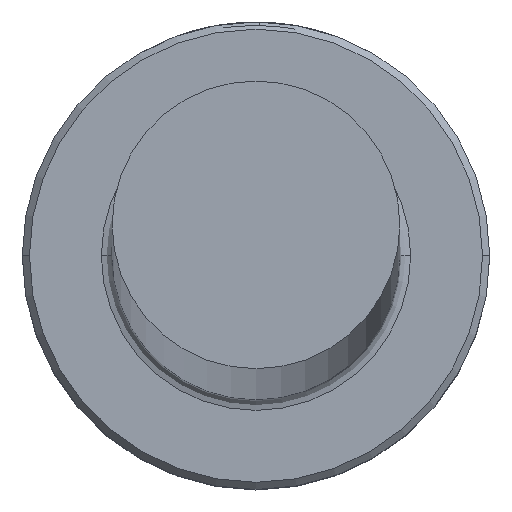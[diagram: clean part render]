
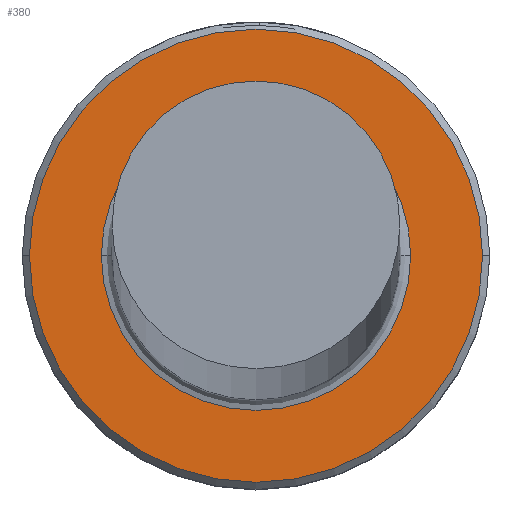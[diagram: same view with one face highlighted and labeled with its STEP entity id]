
A CAD part, top view. The second image highlights one B-rep face of the part: STEP entity #380.
In plain terms, the highlighted planar face has unit normal (0, 0, 1).
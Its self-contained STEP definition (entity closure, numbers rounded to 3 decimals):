
#16 = CIRCLE ( 'NONE', #509, 6.3 ) ;
#31 = CIRCLE ( 'NONE', #226, 4.3 ) ;
#32 = DIRECTION ( 'NONE',  ( 0., 0., -1. ) ) ;
#90 = VERTEX_POINT ( 'NONE', #874 ) ;
#136 = AXIS2_PLACEMENT_3D ( 'NONE', #595, #32, #685 ) ;
#139 = ORIENTED_EDGE ( 'NONE', *, *, #163, .T. ) ;
#163 = EDGE_CURVE ( 'NONE', #435, #215, #16, .T. ) ;
#201 = AXIS2_PLACEMENT_3D ( 'NONE', #328, #985, #422 ) ;
#215 = VERTEX_POINT ( 'NONE', #1193 ) ;
#226 = AXIS2_PLACEMENT_3D ( 'NONE', #382, #1029, #480 ) ;
#275 = CARTESIAN_POINT ( 'NONE',  ( 0., 0., 8. ) ) ;
#306 = DIRECTION ( 'NONE',  ( 1., 0., 0. ) ) ;
#328 = CARTESIAN_POINT ( 'NONE',  ( 0., 0., 8. ) ) ;
#360 = AXIS2_PLACEMENT_3D ( 'NONE', #772, #868, #306 ) ;
#366 = DIRECTION ( 'NONE',  ( 1., 0., 0. ) ) ;
#380 = ADVANCED_FACE ( 'NONE', ( #1153, #899 ), #391, .T. ) ;
#382 = CARTESIAN_POINT ( 'NONE',  ( 0., 0., 8. ) ) ;
#391 = PLANE ( 'NONE',  #360 ) ;
#404 = EDGE_LOOP ( 'NONE', ( #1142, #843 ) ) ;
#422 = DIRECTION ( 'NONE',  ( 1., 0., 0. ) ) ;
#435 = VERTEX_POINT ( 'NONE', #684 ) ;
#438 = CIRCLE ( 'NONE', #201, 6.3 ) ;
#480 = DIRECTION ( 'NONE',  ( -1., 0., 0. ) ) ;
#509 = AXIS2_PLACEMENT_3D ( 'NONE', #275, #933, #366 ) ;
#591 = EDGE_CURVE ( 'NONE', #1003, #90, #31, .T. ) ;
#595 = CARTESIAN_POINT ( 'NONE',  ( 0., 0., 8. ) ) ;
#629 = EDGE_CURVE ( 'NONE', #215, #435, #438, .T. ) ;
#633 = CARTESIAN_POINT ( 'NONE',  ( -4.3, 0., 8. ) ) ;
#653 = CIRCLE ( 'NONE', #136, 4.3 ) ;
#684 = CARTESIAN_POINT ( 'NONE',  ( 6.3, 0., 8. ) ) ;
#685 = DIRECTION ( 'NONE',  ( -1., 0., 0. ) ) ;
#741 = EDGE_CURVE ( 'NONE', #90, #1003, #653, .T. ) ;
#772 = CARTESIAN_POINT ( 'NONE',  ( 0., 0., 8. ) ) ;
#843 = ORIENTED_EDGE ( 'NONE', *, *, #741, .T. ) ;
#868 = DIRECTION ( 'NONE',  ( 0., 0., 1. ) ) ;
#874 = CARTESIAN_POINT ( 'NONE',  ( 4.3, 0., 8. ) ) ;
#899 = FACE_BOUND ( 'NONE', #404, .T. ) ;
#912 = EDGE_LOOP ( 'NONE', ( #1186, #139 ) ) ;
#933 = DIRECTION ( 'NONE',  ( 0., 0., 1. ) ) ;
#985 = DIRECTION ( 'NONE',  ( 0., 0., 1. ) ) ;
#1003 = VERTEX_POINT ( 'NONE', #633 ) ;
#1029 = DIRECTION ( 'NONE',  ( 0., 0., -1. ) ) ;
#1142 = ORIENTED_EDGE ( 'NONE', *, *, #591, .T. ) ;
#1153 = FACE_OUTER_BOUND ( 'NONE', #912, .T. ) ;
#1186 = ORIENTED_EDGE ( 'NONE', *, *, #629, .T. ) ;
#1193 = CARTESIAN_POINT ( 'NONE',  ( -6.3, 0., 8. ) ) ;
